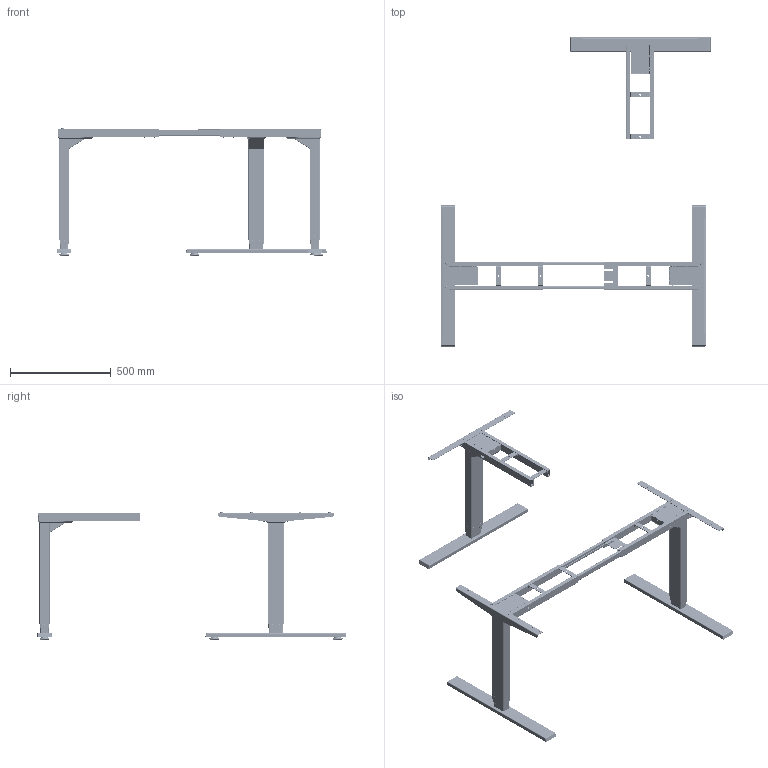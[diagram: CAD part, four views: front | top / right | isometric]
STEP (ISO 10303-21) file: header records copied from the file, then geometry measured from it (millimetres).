
FILE_DESCRIPTION((''),'2;1');
FILE_NAME('35TT-3_LEG_ASM','2018-01-24T',('Administrator'),(''),'PRO/ENGINEER BY PARAMETRIC TECHNOLOGY CORPORATION, 2014000','PRO/ENGINEER BY PARAMETRIC TECHNOLOGY CORPORATION, 2014000','');
FILE_SCHEMA(('CONFIG_CONTROL_DESIGN'));
Products named in the file (68): MANIFOLD_SOLID_BREP_8014; MANIFOLD_SOLID_BREP_8015; MANIFOLD_SOLID_BREP_8016; CB_ASM; 04TAOGUAN__1; SGZJ__ASM_1_ASM; HUAIKUA1__1; PRT0005__1; HUAKUAI4___1; PRT0006__1; DIHE070201____1; DIBAN070201____1; ASM0002____ASM_1_ASM_ASM; CZK__1; PRT0007__1; RS5DB_3; M4N__1; V3WANGUAN__1; PRT0001_2; V3NEIGUAN__1; V3ZHONGGUAN__1; ET3-V3_ASM_4_ASM_ASM; ET3-V3_ASM_ASM_ASM; PRT0004; PRT0022; PRT0027; PRT0030; PRT0032; PRT0033; PRT0034; PRT0035; PRT0079; ASM0006_ASM_ASM; PRT0081; PRT0082; PRT0089; PRT0090; PRT0091; ASM0003_ASM_ASM; ASM0002_ASM_ASM ...
Assembly tree (128 placements, depth 6):
  35TT-3_LEG_ASM
    TT-RS5-_X2_5E3889C4_X0__DWG_ASM
      CB_ASM  x3
        MANIFOLD_SOLID_BREP_8014
        MANIFOLD_SOLID_BREP_8015
        MANIFOLD_SOLID_BREP_8016
      ET3-V3_ASM_ASM_ASM  x2
        ET3-V3_ASM_4_ASM_ASM
          04TAOGUAN__1
          SGZJ__ASM_1_ASM
          HUAIKUA1__1  x2
          PRT0005__1  x2
          HUAKUAI4___1  x2
          PRT0006__1  x2
          ASM0002____ASM_1_ASM_ASM  x2
            DIHE070201____1
            DIBAN070201____1
          CZK__1  x2
          PRT0007__1  x2
          RS5DB_3  x2
          M4N__1  x8
          V3WANGUAN__1
          PRT0001_2
          V3NEIGUAN__1
          V3ZHONGGUAN__1
      ASM0002_ASM_ASM
        ASM0003_ASM_ASM
          PRT0004
          PRT0022
          PRT0027
          PRT0030
          PRT0032
          PRT0033
          PRT0034
          ASM0006_ASM_ASM
            PRT0035
            PRT0079
          PRT0081
          PRT0082
          PRT0089
          PRT0090
          PRT0091  x4
      HAT_68080_X2_684C811A_X0__ASM  x3
      ET____
      M6X10_______________GB_SOCKET_T  x8
      M6X14_______________GB_SOCKET_T  x16
      LJG  x2
      M6CHEN35  x4
      TS_X2_4FA75B8988C5684667B6_X0_N_ASM
        MANIFOLD_SOLID_BREP_8051
        MANIFOLD_SOLID_BREP_8052
        MANIFOLD_SOLID_BREP_8053
        MANIFOLD_SOLID_BREP_8054
        MANIFOLD_SOLID_BREP_8055
        MANIFOLD_SOLID_BREP_8056
        MANIFOLD_SOLID_BREP_8057
        MANIFOLD_SOLID_BREP_8058
      TS_X2_4FA75B8988C5684667B6_X0__ASM  x2
        MANIFOLD_SOLID_BREP_8059
        MANIFOLD_SOLID_BREP_8060
Bounding box: 1337.77 x 1531.76 x 630 mm (x, y, z)
Volume: 6968676.3 mm3; surface area: 6828442.4 mm2
Topology: 212 solids, 224 shells, 17953 faces, 46810 edges, 29458 vertices
Faces by surface type: cylinder 7163, plane 6754, cone 1702, torus 1606, bspline 518, sphere 204, extrusion 6
Entity records: 135405 total; most frequent: CARTESIAN_POINT 41200, DIRECTION 20064, ORIENTED_EDGE 19272, EDGE_CURVE 9640, AXIS2_PLACEMENT_3D 7346, VERTEX_POINT 6186, VECTOR 5372, LINE 5371
